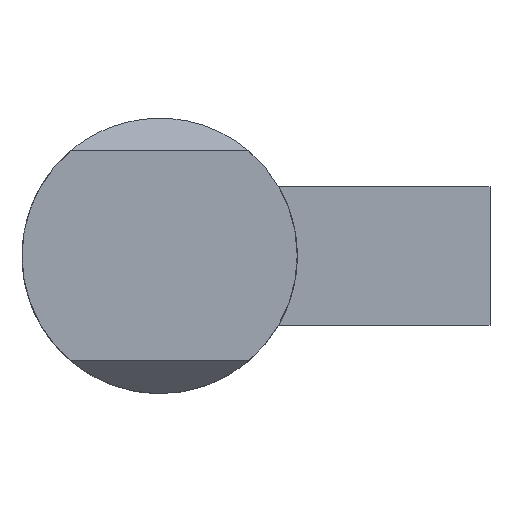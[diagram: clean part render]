
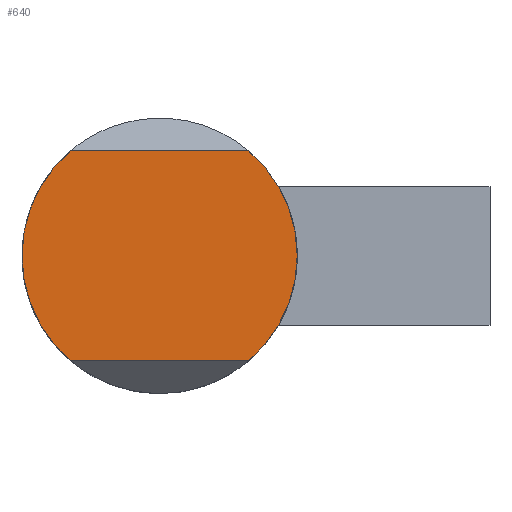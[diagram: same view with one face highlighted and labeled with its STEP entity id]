
A CAD part, top view. The second image highlights one B-rep face of the part: STEP entity #640.
In plain terms, the highlighted planar face has unit normal (0, 0, 1).
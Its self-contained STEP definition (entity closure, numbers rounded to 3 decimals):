
#6 = CIRCLE ( 'NONE', #126, 9.85 ) ;
#33 = AXIS2_PLACEMENT_3D ( 'NONE', #592, #745, #417 ) ;
#43 = DIRECTION ( 'NONE',  ( 0., 0., 1. ) ) ;
#53 = DIRECTION ( 'NONE',  ( 1., 0., 0. ) ) ;
#61 = CARTESIAN_POINT ( 'NONE',  ( -6.385, -7.5, 16. ) ) ;
#105 = DIRECTION ( 'NONE',  ( 1., 0., 0. ) ) ;
#109 = VECTOR ( 'NONE', #373, 1000. ) ;
#118 = CARTESIAN_POINT ( 'NONE',  ( 0., 0., 16. ) ) ;
#119 = AXIS2_PLACEMENT_3D ( 'NONE', #751, #424, #53 ) ;
#122 = CARTESIAN_POINT ( 'NONE',  ( 0., 7.5, 16. ) ) ;
#126 = AXIS2_PLACEMENT_3D ( 'NONE', #118, #553, #180 ) ;
#179 = AXIS2_PLACEMENT_3D ( 'NONE', #415, #43, #482 ) ;
#180 = DIRECTION ( 'NONE',  ( 1., 0., 0. ) ) ;
#209 = AXIS2_PLACEMENT_3D ( 'NONE', #314, #715, #727 ) ;
#227 = VERTEX_POINT ( 'NONE', #752 ) ;
#262 = VERTEX_POINT ( 'NONE', #61 ) ;
#266 = VECTOR ( 'NONE', #105, 1000. ) ;
#274 = LINE ( 'NONE', #122, #109 ) ;
#278 = VERTEX_POINT ( 'NONE', #304 ) ;
#304 = CARTESIAN_POINT ( 'NONE',  ( -9.85, 0., 16. ) ) ;
#314 = CARTESIAN_POINT ( 'NONE',  ( 0., 0., 16. ) ) ;
#324 = CIRCLE ( 'NONE', #119, 9.85 ) ;
#336 = ORIENTED_EDGE ( 'NONE', *, *, #432, .T. ) ;
#356 = ORIENTED_EDGE ( 'NONE', *, *, #525, .T. ) ;
#357 = CARTESIAN_POINT ( 'NONE',  ( 6.385, -7.5, 16. ) ) ;
#373 = DIRECTION ( 'NONE',  ( -1., 0., 0. ) ) ;
#396 = ORIENTED_EDGE ( 'NONE', *, *, #461, .T. ) ;
#415 = CARTESIAN_POINT ( 'NONE',  ( 0., 0., 16. ) ) ;
#417 = DIRECTION ( 'NONE',  ( 1., 0., 0. ) ) ;
#419 = LINE ( 'NONE', #435, #266 ) ;
#424 = DIRECTION ( 'NONE',  ( 0., 0., 1. ) ) ;
#432 = EDGE_CURVE ( 'NONE', #630, #528, #670, .T. ) ;
#435 = CARTESIAN_POINT ( 'NONE',  ( 0., -7.5, 16. ) ) ;
#461 = EDGE_CURVE ( 'NONE', #227, #278, #494, .T. ) ;
#482 = DIRECTION ( 'NONE',  ( 1., 0., 0. ) ) ;
#491 = CARTESIAN_POINT ( 'NONE',  ( 6.385, 7.5, 16. ) ) ;
#494 = CIRCLE ( 'NONE', #179, 9.85 ) ;
#521 = EDGE_CURVE ( 'NONE', #278, #262, #6, .T. ) ;
#522 = ORIENTED_EDGE ( 'NONE', *, *, #635, .T. ) ;
#525 = EDGE_CURVE ( 'NONE', #675, #630, #324, .T. ) ;
#528 = VERTEX_POINT ( 'NONE', #491 ) ;
#553 = DIRECTION ( 'NONE',  ( 0., 0., 1. ) ) ;
#572 = FACE_OUTER_BOUND ( 'NONE', #644, .T. ) ;
#573 = EDGE_CURVE ( 'NONE', #528, #227, #274, .T. ) ;
#592 = CARTESIAN_POINT ( 'NONE',  ( 0., 0., 16. ) ) ;
#613 = CARTESIAN_POINT ( 'NONE',  ( 9.85, 0., 16. ) ) ;
#620 = ORIENTED_EDGE ( 'NONE', *, *, #573, .T. ) ;
#621 = ORIENTED_EDGE ( 'NONE', *, *, #521, .T. ) ;
#630 = VERTEX_POINT ( 'NONE', #613 ) ;
#635 = EDGE_CURVE ( 'NONE', #262, #675, #419, .T. ) ;
#640 = ADVANCED_FACE ( 'NONE', ( #572 ), #696, .T. ) ;
#644 = EDGE_LOOP ( 'NONE', ( #396, #621, #522, #356, #336, #620 ) ) ;
#670 = CIRCLE ( 'NONE', #209, 9.85 ) ;
#675 = VERTEX_POINT ( 'NONE', #357 ) ;
#696 = PLANE ( 'NONE',  #33 ) ;
#715 = DIRECTION ( 'NONE',  ( 0., 0., 1. ) ) ;
#727 = DIRECTION ( 'NONE',  ( 1., 0., 0. ) ) ;
#745 = DIRECTION ( 'NONE',  ( 0., 0., 1. ) ) ;
#751 = CARTESIAN_POINT ( 'NONE',  ( 0., 0., 16. ) ) ;
#752 = CARTESIAN_POINT ( 'NONE',  ( -6.385, 7.5, 16. ) ) ;
